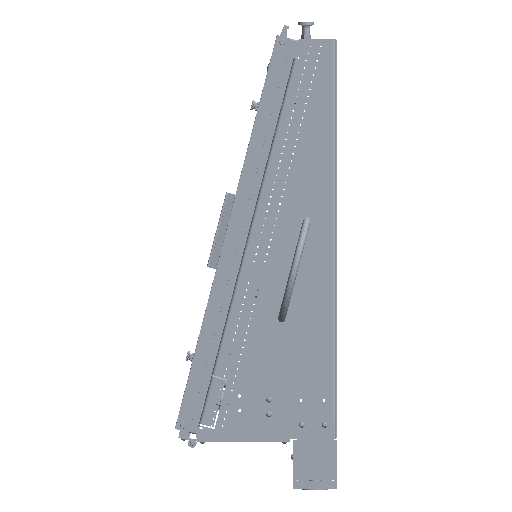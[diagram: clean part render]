
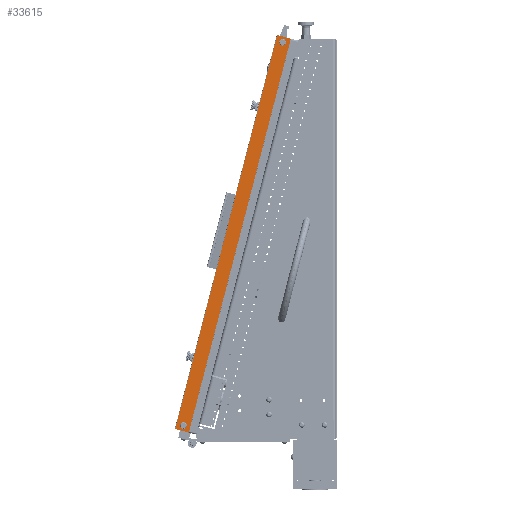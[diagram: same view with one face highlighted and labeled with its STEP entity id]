
A CAD part, left-side view. The second image highlights one B-rep face of the part: STEP entity #33615.
In plain terms, the highlighted face is planar.
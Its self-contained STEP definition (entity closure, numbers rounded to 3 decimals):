
#890 = ORIENTED_EDGE ( 'NONE', *, *, #132364, .T. ) ;
#6379 = VERTEX_POINT ( 'NONE', #130456 ) ;
#6598 = CARTESIAN_POINT ( 'NONE',  ( 15., 0., -550. ) ) ;
#7493 = CARTESIAN_POINT ( 'NONE',  ( 15., 0., -550. ) ) ;
#12751 = FACE_BOUND ( 'NONE', #81109, .T. ) ;
#12986 = EDGE_CURVE ( 'NONE', #18254, #40752, #50847, .T. ) ;
#13740 = DIRECTION ( 'NONE',  ( 0., 1., 0. ) ) ;
#15664 = EDGE_CURVE ( 'NONE', #31749, #87645, #74435, .T. ) ;
#18254 = VERTEX_POINT ( 'NONE', #54560 ) ;
#21811 = FACE_BOUND ( 'NONE', #148884, .T. ) ;
#24975 = CARTESIAN_POINT ( 'NONE',  ( 15., 0., 0. ) ) ;
#29335 = LINE ( 'NONE', #66998, #67830 ) ;
#29945 = EDGE_LOOP ( 'NONE', ( #136323, #62989, #53919, #890 ) ) ;
#31581 = AXIS2_PLACEMENT_3D ( 'NONE', #7493, #135372, #112259 ) ;
#31749 = VERTEX_POINT ( 'NONE', #147111 ) ;
#33587 = AXIS2_PLACEMENT_3D ( 'NONE', #35370, #81432, #46152 ) ;
#33615 = ADVANCED_FACE ( 'NONE', ( #21811, #12751, #133563 ), #111755, .T. ) ;
#35370 = CARTESIAN_POINT ( 'NONE',  ( 15., 10., -542.5 ) ) ;
#37354 = DIRECTION ( 'NONE',  ( 0., 0., -1. ) ) ;
#37865 = ORIENTED_EDGE ( 'NONE', *, *, #12986, .F. ) ;
#40752 = VERTEX_POINT ( 'NONE', #80831 ) ;
#42266 = VECTOR ( 'NONE', #142247, 1000. ) ;
#44515 = DIRECTION ( 'NONE',  ( 1., 0., 0. ) ) ;
#46152 = DIRECTION ( 'NONE',  ( 0., 0., -1. ) ) ;
#49304 = CARTESIAN_POINT ( 'NONE',  ( 15., 0.5, -550. ) ) ;
#50847 = CIRCLE ( 'NONE', #33587, 4.5 ) ;
#52445 = CARTESIAN_POINT ( 'NONE',  ( 15., 0.5, 0. ) ) ;
#53919 = ORIENTED_EDGE ( 'NONE', *, *, #132941, .F. ) ;
#54147 = VERTEX_POINT ( 'NONE', #52445 ) ;
#54560 = CARTESIAN_POINT ( 'NONE',  ( 15., 10., -547. ) ) ;
#55390 = DIRECTION ( 'NONE',  ( 0., 0., -1. ) ) ;
#62989 = ORIENTED_EDGE ( 'NONE', *, *, #118655, .T. ) ;
#66585 = CARTESIAN_POINT ( 'NONE',  ( 15., 10., -12. ) ) ;
#66998 = CARTESIAN_POINT ( 'NONE',  ( 15., 19.5, -550. ) ) ;
#67493 = DIRECTION ( 'NONE',  ( 0., 0., 1. ) ) ;
#67830 = VECTOR ( 'NONE', #67493, 1000. ) ;
#69757 = VECTOR ( 'NONE', #13740, 1000. ) ;
#74435 = CIRCLE ( 'NONE', #129727, 4.5 ) ;
#75217 = CIRCLE ( 'NONE', #135037, 4.5 ) ;
#79793 = DIRECTION ( 'NONE',  ( 0., 0., -1. ) ) ;
#80831 = CARTESIAN_POINT ( 'NONE',  ( 15., 10., -538. ) ) ;
#81109 = EDGE_LOOP ( 'NONE', ( #148760, #115030 ) ) ;
#81432 = DIRECTION ( 'NONE',  ( 1., 0., 0. ) ) ;
#85425 = AXIS2_PLACEMENT_3D ( 'NONE', #149932, #91613, #55390 ) ;
#86993 = CIRCLE ( 'NONE', #85425, 4.5 ) ;
#87645 = VERTEX_POINT ( 'NONE', #66585 ) ;
#88423 = CARTESIAN_POINT ( 'NONE',  ( 15., 19.5, 0. ) ) ;
#91613 = DIRECTION ( 'NONE',  ( 1., 0., 0. ) ) ;
#91689 = LINE ( 'NONE', #105879, #42266 ) ;
#94072 = CARTESIAN_POINT ( 'NONE',  ( 15., 10., -7.5 ) ) ;
#95955 = EDGE_CURVE ( 'NONE', #87645, #31749, #75217, .T. ) ;
#100778 = LINE ( 'NONE', #24975, #69757 ) ;
#105879 = CARTESIAN_POINT ( 'NONE',  ( 15., 0.5, -550. ) ) ;
#106362 = EDGE_CURVE ( 'NONE', #40752, #18254, #86993, .T. ) ;
#106859 = DIRECTION ( 'NONE',  ( 1., 0., 0. ) ) ;
#110545 = EDGE_CURVE ( 'NONE', #115158, #6379, #137014, .T. ) ;
#111755 = PLANE ( 'NONE',  #31581 ) ;
#112259 = DIRECTION ( 'NONE',  ( 0., 0., -1. ) ) ;
#112865 = DIRECTION ( 'NONE',  ( 0., 1., 0. ) ) ;
#115030 = ORIENTED_EDGE ( 'NONE', *, *, #15664, .F. ) ;
#115158 = VERTEX_POINT ( 'NONE', #49304 ) ;
#118655 = EDGE_CURVE ( 'NONE', #6379, #124003, #29335, .T. ) ;
#124003 = VERTEX_POINT ( 'NONE', #88423 ) ;
#127393 = CARTESIAN_POINT ( 'NONE',  ( 15., 10., -7.5 ) ) ;
#128289 = ORIENTED_EDGE ( 'NONE', *, *, #106362, .F. ) ;
#129727 = AXIS2_PLACEMENT_3D ( 'NONE', #127393, #44515, #79793 ) ;
#130456 = CARTESIAN_POINT ( 'NONE',  ( 15., 19.5, -550. ) ) ;
#132364 = EDGE_CURVE ( 'NONE', #54147, #115158, #91689, .T. ) ;
#132941 = EDGE_CURVE ( 'NONE', #54147, #124003, #100778, .T. ) ;
#133375 = VECTOR ( 'NONE', #112865, 1000. ) ;
#133563 = FACE_OUTER_BOUND ( 'NONE', #29945, .T. ) ;
#135037 = AXIS2_PLACEMENT_3D ( 'NONE', #94072, #106859, #37354 ) ;
#135372 = DIRECTION ( 'NONE',  ( 1., 0., 0. ) ) ;
#136323 = ORIENTED_EDGE ( 'NONE', *, *, #110545, .T. ) ;
#137014 = LINE ( 'NONE', #6598, #133375 ) ;
#142247 = DIRECTION ( 'NONE',  ( 0., 0., -1. ) ) ;
#147111 = CARTESIAN_POINT ( 'NONE',  ( 15., 10., -3. ) ) ;
#148760 = ORIENTED_EDGE ( 'NONE', *, *, #95955, .F. ) ;
#148884 = EDGE_LOOP ( 'NONE', ( #37865, #128289 ) ) ;
#149932 = CARTESIAN_POINT ( 'NONE',  ( 15., 10., -542.5 ) ) ;
